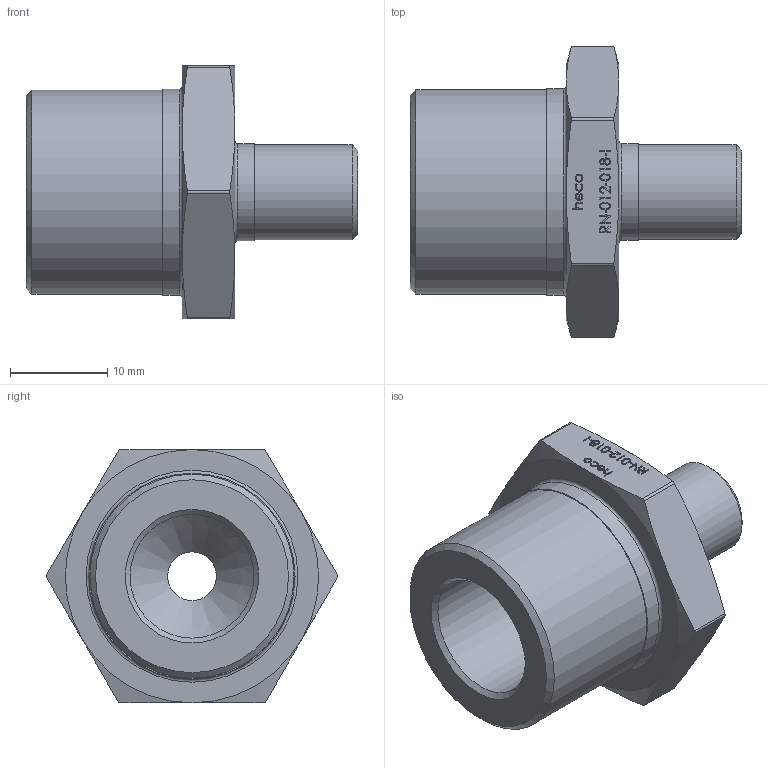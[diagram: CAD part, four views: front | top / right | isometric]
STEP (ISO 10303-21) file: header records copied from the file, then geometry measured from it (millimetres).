
FILE_DESCRIPTION (( 'STEP AP214' ), '1' );
FILE_NAME ('heco_RN-012-018-I.STEP', '2016-07-04T09:57:14', ( '' ), ( '' ), 'SwSTEP 2.0', 'SolidWorks 2011', '' );
FILE_SCHEMA (( 'AUTOMOTIVE_DESIGN' ));
Length unit declared in the file: millimetre
Products named in the file (1): heco_RN-012-018-I
Bounding box: 34 x 29.93 x 26.05 mm (x, y, z)
Volume: 6957.4 mm3; surface area: 3893.9 mm2
Topology: 1 solids, 1 shells, 215 faces, 540 edges, 354 vertices
Faces by surface type: plane 103, bspline 81, cone 17, cylinder 12, torus 2
Full cylindrical faces by diameter (mm): 5 x1, 9.728 x1, 9.928 x1, 12.7 x1, 20.955 x1, 21.155 x1
Entity records: 12823 total; most frequent: CARTESIAN_POINT 6498, ORIENTED_EDGE 1050, DIRECTION 627, EDGE_CURVE 525, VERTEX_POINT 352, VECTOR 297, LINE 297, EDGE_LOOP 257
